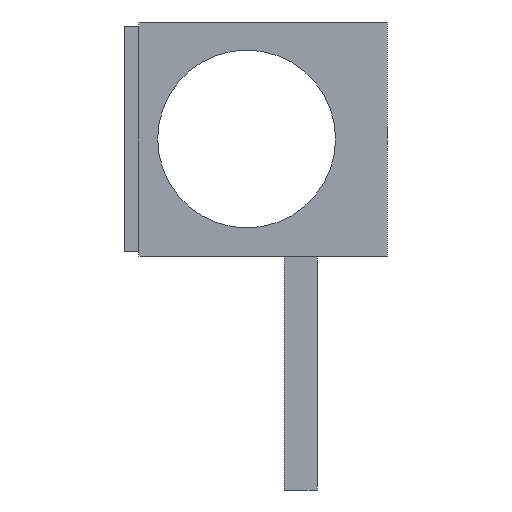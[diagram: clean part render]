
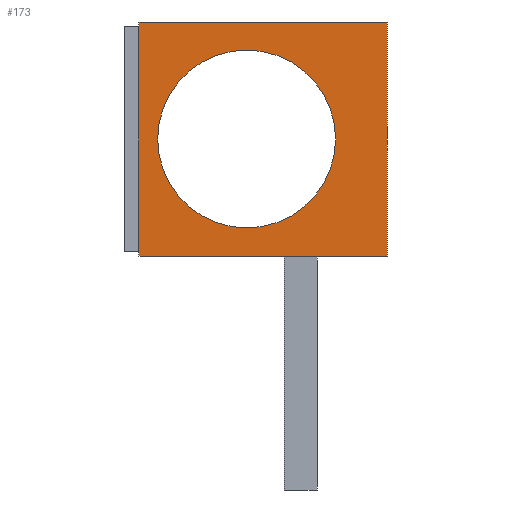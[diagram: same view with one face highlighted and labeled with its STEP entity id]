
A CAD part, left-side view. The second image highlights one B-rep face of the part: STEP entity #173.
In plain terms, the highlighted planar face has unit normal (-1, 0, 0).
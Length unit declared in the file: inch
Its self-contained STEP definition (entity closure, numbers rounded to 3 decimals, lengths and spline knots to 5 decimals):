
#173=ADVANCED_FACE('',(#358,#359),#360,.F.);
#358=FACE_OUTER_BOUND('',#583,.T.);
#359=FACE_BOUND('',#584,.T.);
#360=PLANE('',#585);
#583=EDGE_LOOP('',(#914,#915,#916,#917));
#584=EDGE_LOOP('',(#918,#919));
#585=AXIS2_PLACEMENT_3D('',#920,#921,#922);
#914=ORIENTED_EDGE('',*,*,#1288,.T.);
#915=ORIENTED_EDGE('',*,*,#1328,.F.);
#916=ORIENTED_EDGE('',*,*,#1329,.F.);
#917=ORIENTED_EDGE('',*,*,#1330,.F.);
#918=ORIENTED_EDGE('',*,*,#1272,.T.);
#919=ORIENTED_EDGE('',*,*,#1331,.T.);
#920=CARTESIAN_POINT('',(0.0,1.1811,0.98425));
#921=DIRECTION('',(1.0,0.0,0.0));
#922=DIRECTION('',(0.0,0.0,-1.0));
#1272=EDGE_CURVE('',#1512,#1517,#1519,.T.);
#1288=EDGE_CURVE('',#1541,#1542,#1543,.T.);
#1328=EDGE_CURVE('',#1602,#1542,#1603,.T.);
#1329=EDGE_CURVE('',#1604,#1602,#1605,.T.);
#1330=EDGE_CURVE('',#1541,#1604,#1606,.T.);
#1331=EDGE_CURVE('',#1517,#1512,#1607,.T.);
#1512=VERTEX_POINT('',#1843);
#1517=VERTEX_POINT('',#1849);
#1519=CIRCLE('',#1852,0.74803);
#1541=VERTEX_POINT('',#1885);
#1542=VERTEX_POINT('',#1886);
#1543=LINE('',#1887,#1888);
#1602=VERTEX_POINT('',#1973);
#1603=LINE('',#1974,#1975);
#1604=VERTEX_POINT('',#1976);
#1605=LINE('',#1977,#1978);
#1606=LINE('',#1979,#1980);
#1607=CIRCLE('',#1981,0.74803);
#1843=CARTESIAN_POINT('',(0.0,1.1811,1.73228));
#1849=CARTESIAN_POINT('',(0.0,1.1811,0.23622));
#1852=AXIS2_PLACEMENT_3D('',#2186,#2187,#2188);
#1885=CARTESIAN_POINT('',(0.0,2.08661,1.9685));
#1886=CARTESIAN_POINT('',(0.0,2.08661,0.0));
#1887=CARTESIAN_POINT('',(0.0,2.08661,0.98425));
#1888=VECTOR('',#2200,1.0);
#1973=CARTESIAN_POINT('',(0.0,0.0,0.0));
#1974=CARTESIAN_POINT('',(0.0,1.1811,0.0));
#1975=VECTOR('',#2233,1.0);
#1976=CARTESIAN_POINT('',(0.0,0.0,1.9685));
#1977=CARTESIAN_POINT('',(0.0,0.0,0.98425));
#1978=VECTOR('',#2234,1.0);
#1979=CARTESIAN_POINT('',(0.0,1.1811,1.9685));
#1980=VECTOR('',#2235,1.0);
#1981=AXIS2_PLACEMENT_3D('',#2236,#2237,#2238);
#2186=CARTESIAN_POINT('',(0.0,1.1811,0.98425));
#2187=DIRECTION('',(1.0,0.0,0.0));
#2188=DIRECTION('',(0.0,0.,1.0));
#2200=DIRECTION('',(0.0,0.0,-1.0));
#2233=DIRECTION('',(0.0,1.0,0.0));
#2234=DIRECTION('',(0.0,0.0,-1.0));
#2235=DIRECTION('',(0.0,-1.0,0.0));
#2236=CARTESIAN_POINT('',(0.0,1.1811,0.98425));
#2237=DIRECTION('',(1.0,0.0,0.0));
#2238=DIRECTION('',(0.0,0.,1.0));
